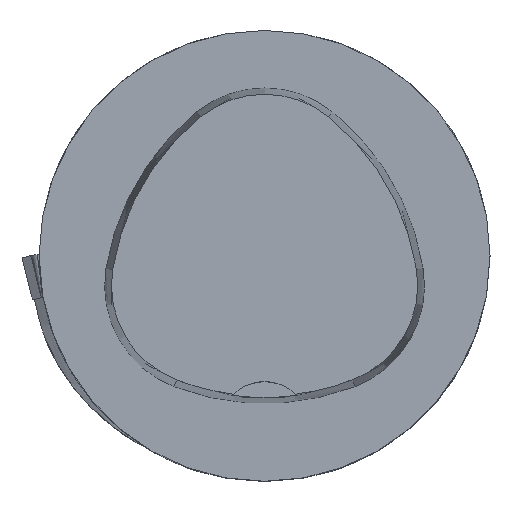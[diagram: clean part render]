
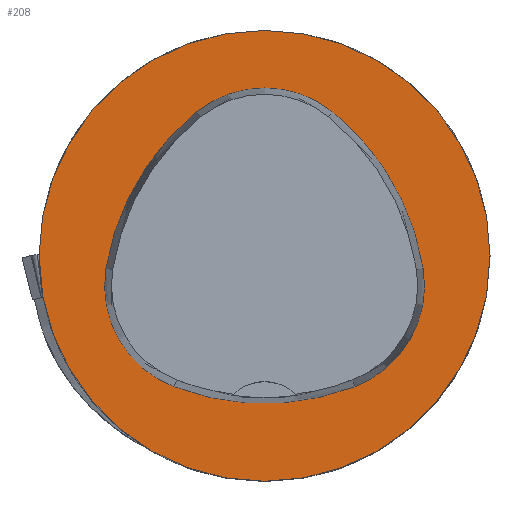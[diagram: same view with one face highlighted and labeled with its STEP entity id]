
A CAD part, top view. The second image highlights one B-rep face of the part: STEP entity #208.
In plain terms, the highlighted planar face has unit normal (0, 0, 1).
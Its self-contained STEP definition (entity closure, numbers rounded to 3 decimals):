
#208=ADVANCED_FACE('',(#392,#393),#246,.T.);
#246=PLANE('',#1138);
#392=FACE_BOUND('',#448,.T.);
#393=FACE_BOUND('',#449,.T.);
#448=EDGE_LOOP('',(#632,#633,#634,#635,#636,#637));
#449=EDGE_LOOP('',(#638));
#632=ORIENTED_EDGE('',*,*,#908,.T.);
#633=ORIENTED_EDGE('',*,*,#888,.T.);
#634=ORIENTED_EDGE('',*,*,#892,.T.);
#635=ORIENTED_EDGE('',*,*,#895,.T.);
#636=ORIENTED_EDGE('',*,*,#898,.T.);
#637=ORIENTED_EDGE('',*,*,#906,.T.);
#638=ORIENTED_EDGE('',*,*,#879,.F.);
#780=VERTEX_POINT('',#1778);
#789=VERTEX_POINT('',#1797);
#790=VERTEX_POINT('',#1798);
#793=VERTEX_POINT('',#1806);
#795=VERTEX_POINT('',#1812);
#797=VERTEX_POINT('',#1818);
#804=VERTEX_POINT('',#1839);
#879=EDGE_CURVE('',#780,#780,#957,.T.);
#888=EDGE_CURVE('',#789,#790,#958,.T.);
#892=EDGE_CURVE('',#790,#793,#960,.T.);
#895=EDGE_CURVE('',#793,#795,#962,.T.);
#898=EDGE_CURVE('',#795,#797,#964,.T.);
#906=EDGE_CURVE('',#797,#804,#968,.T.);
#908=EDGE_CURVE('',#804,#789,#970,.T.);
#957=CIRCLE('',#1110,25.);
#958=CIRCLE('',#1116,28.);
#960=CIRCLE('',#1119,12.);
#962=CIRCLE('',#1122,28.);
#964=CIRCLE('',#1125,12.);
#968=CIRCLE('',#1130,28.);
#970=CIRCLE('',#1133,12.);
#1110=AXIS2_PLACEMENT_3D('',#1777,#1309,#1310);
#1116=AXIS2_PLACEMENT_3D('',#1796,#1325,#1326);
#1119=AXIS2_PLACEMENT_3D('',#1805,#1333,#1334);
#1122=AXIS2_PLACEMENT_3D('',#1811,#1340,#1341);
#1125=AXIS2_PLACEMENT_3D('',#1817,#1347,#1348);
#1130=AXIS2_PLACEMENT_3D('',#1840,#1359,#1360);
#1133=AXIS2_PLACEMENT_3D('',#1843,#1365,#1366);
#1138=AXIS2_PLACEMENT_3D('',#1848,#1375,#1376);
#1309=DIRECTION('',(0.,0.,-1.));
#1310=DIRECTION('',(-1.,0.,0.));
#1325=DIRECTION('',(0.,0.,-1.));
#1326=DIRECTION('',(-1.,0.,0.));
#1333=DIRECTION('',(0.,0.,-1.));
#1334=DIRECTION('',(-1.,0.,0.));
#1340=DIRECTION('',(0.,0.,-1.));
#1341=DIRECTION('',(-1.,0.,0.));
#1347=DIRECTION('',(0.,0.,-1.));
#1348=DIRECTION('',(-1.,0.,0.));
#1359=DIRECTION('',(0.,0.,-1.));
#1360=DIRECTION('',(-1.,0.,0.));
#1365=DIRECTION('',(0.,0.,-1.));
#1366=DIRECTION('',(-1.,0.,0.));
#1375=DIRECTION('',(0.,0.,1.));
#1376=DIRECTION('',(1.,0.,0.));
#1777=CARTESIAN_POINT('',(0.,0.,0.));
#1778=CARTESIAN_POINT('',(-25.,0.,0.));
#1796=CARTESIAN_POINT('',(10.068,-5.824,0.));
#1797=CARTESIAN_POINT('',(-17.584,-1.424,0.));
#1798=CARTESIAN_POINT('',(-7.531,15.953,0.));
#1805=CARTESIAN_POINT('',(0.011,6.62,0.));
#1806=CARTESIAN_POINT('',(7.567,15.942,0.));
#1811=CARTESIAN_POINT('',(-10.063,-5.81,0.));
#1812=CARTESIAN_POINT('',(17.59,-1.418,0.));
#1817=CARTESIAN_POINT('',(5.739,-3.3,0.));
#1818=CARTESIAN_POINT('',(10.05,-14.499,0.));
#1839=CARTESIAN_POINT('',(-10.025,-14.516,0.));
#1840=CARTESIAN_POINT('',(-0.01,11.631,0.));
#1843=CARTESIAN_POINT('',(-5.733,-3.31,0.));
#1848=CARTESIAN_POINT('',(0.,0.,0.));
